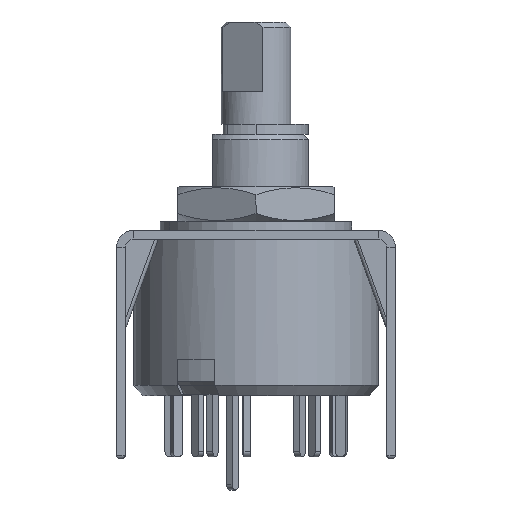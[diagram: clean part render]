
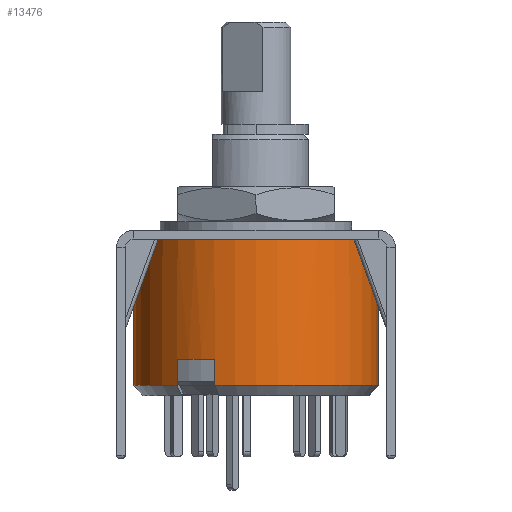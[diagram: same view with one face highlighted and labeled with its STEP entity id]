
A CAD part, front view. The second image highlights one B-rep face of the part: STEP entity #13476.
In plain terms, the highlighted cylindrical face has radius 7 mm (diameter 14 mm), a partial arc.
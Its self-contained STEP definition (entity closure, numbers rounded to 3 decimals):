
#98 = VERTEX_POINT ( 'NONE', #4366 ) ;
#467 = EDGE_CURVE ( 'NONE', #11580, #12143, #1516, .T. ) ;
#748 = ORIENTED_EDGE ( 'NONE', *, *, #4855, .F. ) ;
#932 = CARTESIAN_POINT ( 'NONE',  ( 7., 0., 9. ) ) ;
#1193 = AXIS2_PLACEMENT_3D ( 'NONE', #9327, #1607, #1710 ) ;
#1271 = CARTESIAN_POINT ( 'NONE',  ( -4.526, -5.34, -5.9 ) ) ;
#1516 = LINE ( 'NONE', #1572, #3097 ) ;
#1572 = CARTESIAN_POINT ( 'NONE',  ( -2.361, -6.59, 9. ) ) ;
#1607 = DIRECTION ( 'NONE',  ( 0., 0., -1. ) ) ;
#1710 = DIRECTION ( 'NONE',  ( -1., 0., 0. ) ) ;
#2439 = CIRCLE ( 'NONE', #3868, 7. ) ;
#2506 = VECTOR ( 'NONE', #11130, 1000. ) ;
#2667 = DIRECTION ( 'NONE',  ( 1., 0., 0. ) ) ;
#3097 = VECTOR ( 'NONE', #5237, 1000. ) ;
#3131 = EDGE_CURVE ( 'NONE', #15953, #98, #10644, .T. ) ;
#3686 = ORIENTED_EDGE ( 'NONE', *, *, #4321, .T. ) ;
#3868 = AXIS2_PLACEMENT_3D ( 'NONE', #8980, #12624, #2667 ) ;
#3913 = FACE_OUTER_BOUND ( 'NONE', #15213, .T. ) ;
#4321 = EDGE_CURVE ( 'NONE', #15300, #11580, #16463, .T. ) ;
#4366 = CARTESIAN_POINT ( 'NONE',  ( -7., 0., 0.95 ) ) ;
#4855 = EDGE_CURVE ( 'NONE', #5885, #13503, #2439, .T. ) ;
#5051 = CARTESIAN_POINT ( 'NONE',  ( 0., 0., -5.9 ) ) ;
#5237 = DIRECTION ( 'NONE',  ( 0., 0., -1. ) ) ;
#5267 = DIRECTION ( 'NONE',  ( 0., 0., -1. ) ) ;
#5347 = AXIS2_PLACEMENT_3D ( 'NONE', #5051, #11534, #8842 ) ;
#5382 = ORIENTED_EDGE ( 'NONE', *, *, #11460, .T. ) ;
#5529 = CARTESIAN_POINT ( 'NONE',  ( -7., 0., -7.4 ) ) ;
#5885 = VERTEX_POINT ( 'NONE', #13374 ) ;
#6219 = DIRECTION ( 'NONE',  ( 0., 0., -1. ) ) ;
#6688 = ORIENTED_EDGE ( 'NONE', *, *, #467, .T. ) ;
#7199 = EDGE_CURVE ( 'NONE', #7439, #12143, #13370, .T. ) ;
#7221 = AXIS2_PLACEMENT_3D ( 'NONE', #10524, #5267, #15628 ) ;
#7260 = ORIENTED_EDGE ( 'NONE', *, *, #15299, .T. ) ;
#7439 = VERTEX_POINT ( 'NONE', #13111 ) ;
#7629 = LINE ( 'NONE', #932, #2506 ) ;
#7806 = DIRECTION ( 'NONE',  ( 1., 0., 0. ) ) ;
#8842 = DIRECTION ( 'NONE',  ( -1., 0., 0. ) ) ;
#8885 = CARTESIAN_POINT ( 'NONE',  ( -2.361, -6.59, -5.9 ) ) ;
#8980 = CARTESIAN_POINT ( 'NONE',  ( 0., 0., -7.4 ) ) ;
#9327 = CARTESIAN_POINT ( 'NONE',  ( 0., 0., 9. ) ) ;
#9475 = ORIENTED_EDGE ( 'NONE', *, *, #7199, .F. ) ;
#10376 = CARTESIAN_POINT ( 'NONE',  ( 0., 0., -7.4 ) ) ;
#10524 = CARTESIAN_POINT ( 'NONE',  ( 0., 0., 0.95 ) ) ;
#10593 = LINE ( 'NONE', #12476, #12978 ) ;
#10644 = CIRCLE ( 'NONE', #7221, 7. ) ;
#10652 = LINE ( 'NONE', #13881, #13249 ) ;
#11130 = DIRECTION ( 'NONE',  ( 0., 0., -1. ) ) ;
#11442 = CARTESIAN_POINT ( 'NONE',  ( -2.361, -6.59, -7.4 ) ) ;
#11460 = EDGE_CURVE ( 'NONE', #5885, #15300, #10593, .T. ) ;
#11534 = DIRECTION ( 'NONE',  ( 0., 0., 1. ) ) ;
#11580 = VERTEX_POINT ( 'NONE', #8885 ) ;
#11903 = CARTESIAN_POINT ( 'NONE',  ( 7., 0., 0.95 ) ) ;
#12011 = AXIS2_PLACEMENT_3D ( 'NONE', #10376, #12951, #7806 ) ;
#12143 = VERTEX_POINT ( 'NONE', #11442 ) ;
#12433 = DIRECTION ( 'NONE',  ( 0., 0., 1. ) ) ;
#12476 = CARTESIAN_POINT ( 'NONE',  ( -4.526, -5.34, 9. ) ) ;
#12624 = DIRECTION ( 'NONE',  ( 0., 0., -1. ) ) ;
#12951 = DIRECTION ( 'NONE',  ( 0., 0., -1. ) ) ;
#12978 = VECTOR ( 'NONE', #12433, 1000. ) ;
#13111 = CARTESIAN_POINT ( 'NONE',  ( 7., 0., -7.4 ) ) ;
#13249 = VECTOR ( 'NONE', #6219, 1000. ) ;
#13370 = CIRCLE ( 'NONE', #12011, 7. ) ;
#13374 = CARTESIAN_POINT ( 'NONE',  ( -4.526, -5.34, -7.4 ) ) ;
#13418 = ORIENTED_EDGE ( 'NONE', *, *, #3131, .T. ) ;
#13476 = ADVANCED_FACE ( 'NONE', ( #3913 ), #16544, .T. ) ;
#13503 = VERTEX_POINT ( 'NONE', #5529 ) ;
#13881 = CARTESIAN_POINT ( 'NONE',  ( -7., 0., 9. ) ) ;
#14133 = EDGE_CURVE ( 'NONE', #15953, #7439, #7629, .T. ) ;
#14311 = ORIENTED_EDGE ( 'NONE', *, *, #14133, .F. ) ;
#15213 = EDGE_LOOP ( 'NONE', ( #14311, #13418, #7260, #748, #5382, #3686, #6688, #9475 ) ) ;
#15299 = EDGE_CURVE ( 'NONE', #98, #13503, #10652, .T. ) ;
#15300 = VERTEX_POINT ( 'NONE', #1271 ) ;
#15628 = DIRECTION ( 'NONE',  ( -1., 0., 0. ) ) ;
#15953 = VERTEX_POINT ( 'NONE', #11903 ) ;
#16463 = CIRCLE ( 'NONE', #5347, 7. ) ;
#16544 = CYLINDRICAL_SURFACE ( 'NONE', #1193, 7. ) ;
